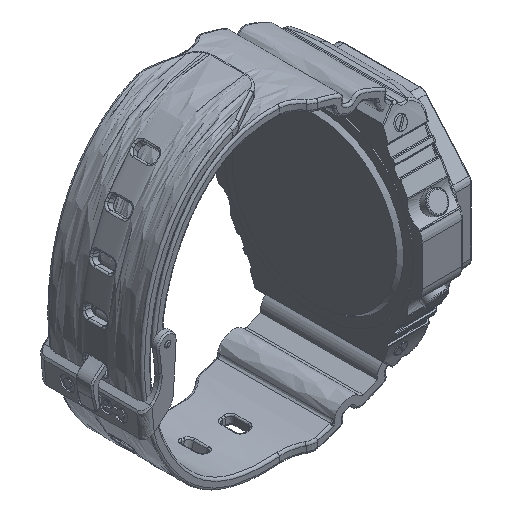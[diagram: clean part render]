
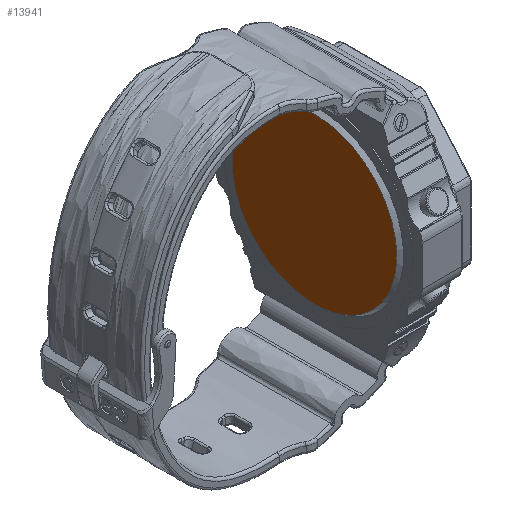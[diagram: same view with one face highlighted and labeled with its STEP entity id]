
A CAD part, isometric view. The second image highlights one B-rep face of the part: STEP entity #13941.
In plain terms, the highlighted free-form (B-spline) face has degree [1, 1] with [2, 2] control points.
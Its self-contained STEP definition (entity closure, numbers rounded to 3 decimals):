
#13904 = EDGE_CURVE('',#13905,#13905,#13907,.T.);
#13905 = VERTEX_POINT('',#13906);
#13906 = CARTESIAN_POINT('',(-11.679,13.463,
    0.188));
#13907 = ( BOUNDED_CURVE() B_SPLINE_CURVE(2,(#13908,#13909,#13910,#13911
    ,#13912,#13913,#13914),.UNSPECIFIED.,.T.,.F.) 
B_SPLINE_CURVE_WITH_KNOTS((3,2,2,3),(3.142,5.236,
7.33,9.425),.PIECEWISE_BEZIER_KNOTS.) CURVE() 
GEOMETRIC_REPRESENTATION_ITEM() RATIONAL_B_SPLINE_CURVE((1.,0.5,1.,0.5,
1.,0.5,1.)) REPRESENTATION_ITEM('') );
#13908 = CARTESIAN_POINT('',(-11.679,13.463,
    0.188));
#13909 = CARTESIAN_POINT('',(-11.679,13.463,
    23.513));
#13910 = CARTESIAN_POINT('',(-11.679,-6.737,
    11.85));
#13911 = CARTESIAN_POINT('',(-11.679,-26.937,
    0.188));
#13912 = CARTESIAN_POINT('',(-11.679,-6.737,
    -11.475));
#13913 = CARTESIAN_POINT('',(-11.679,13.463,
    -23.137));
#13914 = CARTESIAN_POINT('',(-11.679,13.463,
    0.188));
#13941 = ADVANCED_FACE('',(#13942),#13945,.T.);
#13942 = FACE_BOUND('',#13943,.T.);
#13943 = EDGE_LOOP('',(#13944));
#13944 = ORIENTED_EDGE('',*,*,#13904,.F.);
#13945 = B_SPLINE_SURFACE_WITH_KNOTS('',1,1,(
    (#13946,#13947)
    ,(#13948,#13949
    )),.UNSPECIFIED.,.F.,.F.,.F.,(2,2),(2,2),(-12.684,
    12.684),(-12.684,12.684),
  .PIECEWISE_BEZIER_KNOTS.);
#13946 = CARTESIAN_POINT('',(-11.679,13.463,
    -13.279));
#13947 = CARTESIAN_POINT('',(-11.679,13.463,
    13.654));
#13948 = CARTESIAN_POINT('',(-11.679,-13.47,
    -13.279));
#13949 = CARTESIAN_POINT('',(-11.679,-13.47,
    13.654));
